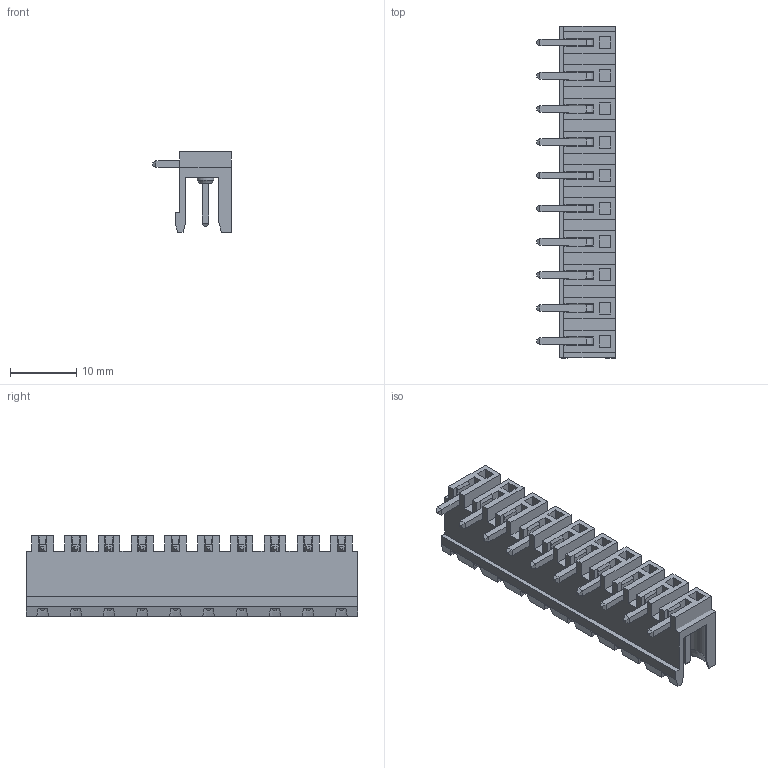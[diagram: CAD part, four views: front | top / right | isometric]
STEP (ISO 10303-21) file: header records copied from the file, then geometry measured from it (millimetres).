
FILE_DESCRIPTION( ( 'STEP AP214' ), '1' );
FILE_NAME( 'PV10-5-HR.stp', ' ', ( ' ' ), ( ' ' ), 'PSStep 14.0', 'VISI 19.0', ' ' );
FILE_SCHEMA( ( 'AUTOMOTIVE_DESIGN { 1 0 10303 214 1 1 1 1 }' ) );
Length unit declared in the file: millimetre
Products named in the file (1): 1
Bounding box: 11.9 x 50 x 12.2 mm (x, y, z)
Volume: 2114 mm3; surface area: 4103.7 mm2
Topology: 1 solids, 1 shells, 587 faces, 1465 edges, 910 vertices
Faces by surface type: plane 537, cylinder 30, cone 20
Full cylindrical faces by diameter (mm): 2.5 x10
Entity records: 21462 total; most frequent: CARTESIAN_POINT 2983, ORIENTED_EDGE 2870, DIRECTION 2671, EDGE_CURVE 1435, LINE 1335, VECTOR 1335, VERTEX_POINT 900, AXIS2_PLACEMENT_3D 668
